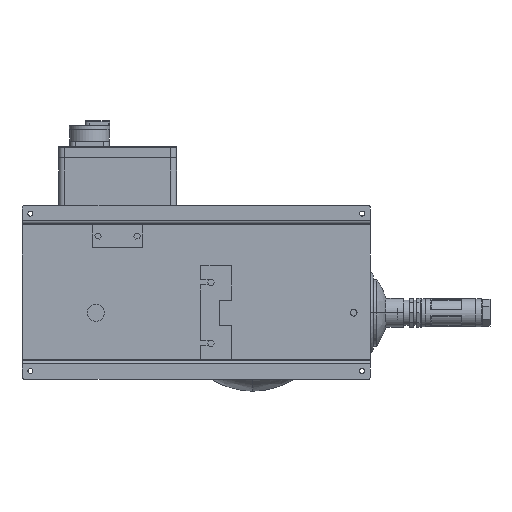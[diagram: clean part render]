
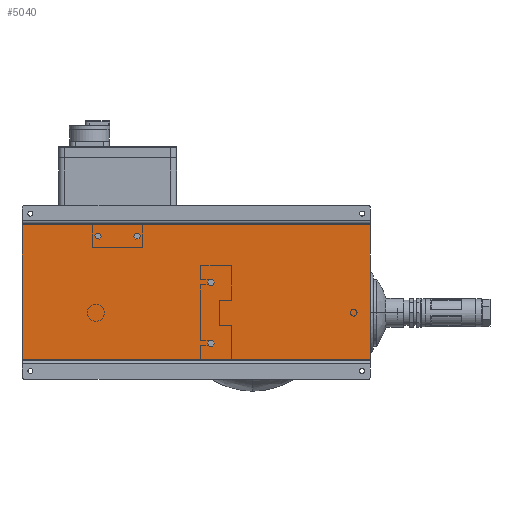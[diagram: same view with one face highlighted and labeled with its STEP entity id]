
A CAD part, front view. The second image highlights one B-rep face of the part: STEP entity #5040.
In plain terms, the highlighted planar face has unit normal (0, -1, 0).
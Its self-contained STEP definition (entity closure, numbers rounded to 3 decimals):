
#1394 = PLANE ( 'NONE',  #14147 ) ;
#1831 = VERTEX_POINT ( 'NONE', #18163 ) ;
#2046 = ORIENTED_EDGE ( 'NONE', *, *, #35665, .T. ) ;
#3422 = VERTEX_POINT ( 'NONE', #13050 ) ;
#3443 = CARTESIAN_POINT ( 'NONE',  ( -310., 52., -120. ) ) ;
#5040 = ADVANCED_FACE ( 'NONE', ( #14342 ), #1394, .F. ) ;
#5474 = EDGE_LOOP ( 'NONE', ( #10154, #38673, #8316, #2046 ) ) ;
#5544 = DIRECTION ( 'NONE',  ( 0., 0., 1. ) ) ;
#6799 = EDGE_CURVE ( 'NONE', #3422, #40280, #35776, .T. ) ;
#7140 = VECTOR ( 'NONE', #26307, 1000. ) ;
#8316 = ORIENTED_EDGE ( 'NONE', *, *, #6799, .F. ) ;
#8821 = CARTESIAN_POINT ( 'NONE',  ( 310., 52., -120. ) ) ;
#9571 = DIRECTION ( 'NONE',  ( -1., 0., 0. ) ) ;
#9781 = CARTESIAN_POINT ( 'NONE',  ( 310., 52., 120. ) ) ;
#10154 = ORIENTED_EDGE ( 'NONE', *, *, #20190, .T. ) ;
#12006 = CARTESIAN_POINT ( 'NONE',  ( 310., 52., -120. ) ) ;
#12589 = CARTESIAN_POINT ( 'NONE',  ( 310., 52., -120. ) ) ;
#13050 = CARTESIAN_POINT ( 'NONE',  ( 310., 52., 120. ) ) ;
#14147 = AXIS2_PLACEMENT_3D ( 'NONE', #8821, #39604, #5544 ) ;
#14342 = FACE_OUTER_BOUND ( 'NONE', #5474, .T. ) ;
#16287 = VECTOR ( 'NONE', #9571, 1000. ) ;
#17109 = CARTESIAN_POINT ( 'NONE',  ( -310., 52., -120. ) ) ;
#18163 = CARTESIAN_POINT ( 'NONE',  ( -310., 52., 120. ) ) ;
#19100 = CARTESIAN_POINT ( 'NONE',  ( 310., 52., 120. ) ) ;
#19117 = VECTOR ( 'NONE', #29853, 1000. ) ;
#20190 = EDGE_CURVE ( 'NONE', #1831, #39458, #23257, .T. ) ;
#23257 = LINE ( 'NONE', #17109, #19117 ) ;
#26307 = DIRECTION ( 'NONE',  ( 0., 0., -1. ) ) ;
#29853 = DIRECTION ( 'NONE',  ( 0., 0., -1. ) ) ;
#31756 = DIRECTION ( 'NONE',  ( -1., 0., 0. ) ) ;
#32737 = EDGE_CURVE ( 'NONE', #40280, #39458, #41931, .T. ) ;
#34177 = VECTOR ( 'NONE', #31756, 1000. ) ;
#35665 = EDGE_CURVE ( 'NONE', #3422, #1831, #43447, .T. ) ;
#35776 = LINE ( 'NONE', #19100, #7140 ) ;
#38673 = ORIENTED_EDGE ( 'NONE', *, *, #32737, .F. ) ;
#39458 = VERTEX_POINT ( 'NONE', #3443 ) ;
#39604 = DIRECTION ( 'NONE',  ( 0., 1., 0. ) ) ;
#40280 = VERTEX_POINT ( 'NONE', #12589 ) ;
#41931 = LINE ( 'NONE', #12006, #34177 ) ;
#43447 = LINE ( 'NONE', #9781, #16287 ) ;
